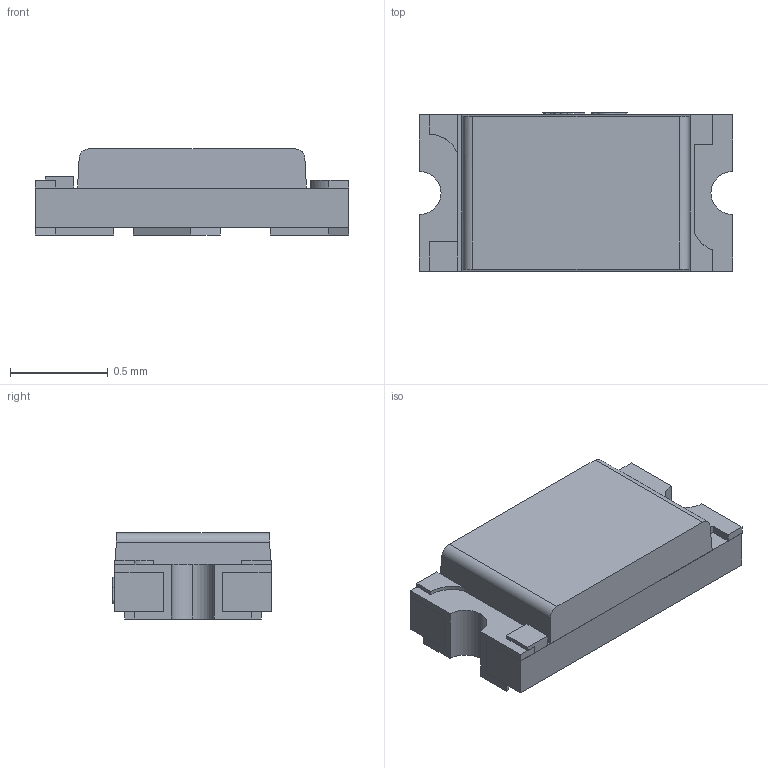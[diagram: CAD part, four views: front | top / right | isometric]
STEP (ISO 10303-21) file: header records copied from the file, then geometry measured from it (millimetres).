
FILE_DESCRIPTION (( 'STEP AP214' ), '1' );
FILE_NAME ('LED0603-FD_BLUE.step', '2022-07-08T13:28:56', ( '' ), ( '' ), 'SwSTEP 2.0', 'SolidWorks 2020', '' );
FILE_SCHEMA (( 'AUTOMOTIVE_DESIGN' ));
Length unit declared in the file: millimetre
Products named in the file (1): LED0603-FD_BLUE
Bounding box: 1.6 x 0.81 x 0.44 mm (x, y, z)
Volume: 0.5 mm3; surface area: 8.5 mm2
Topology: 7 solids, 7 shells, 369 faces, 987 edges, 658 vertices
Faces by surface type: plane 245, bspline 110, cylinder 14
Entity records: 16837 total; most frequent: CARTESIAN_POINT 4209, ORIENTED_EDGE 1974, DIRECTION 1304, EDGE_CURVE 987, VECTOR 734, LINE 734, VERTEX_POINT 658, EDGE_LOOP 395
